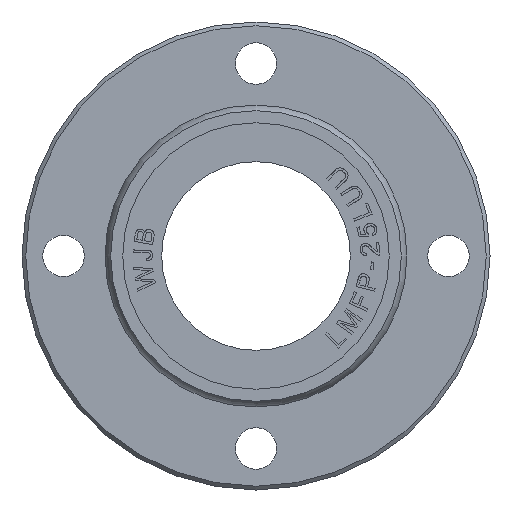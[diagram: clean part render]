
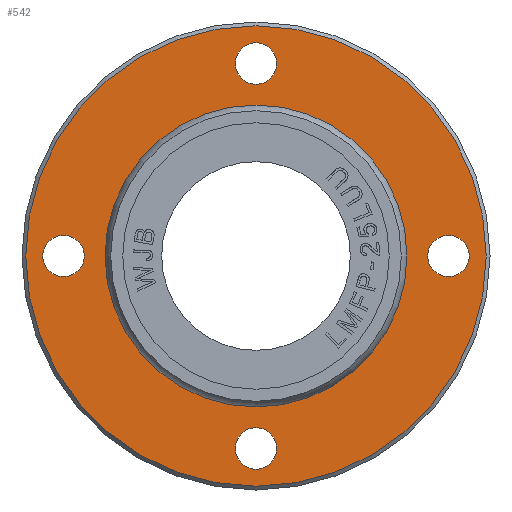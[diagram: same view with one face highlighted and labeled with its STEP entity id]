
A CAD part, left-side view. The second image highlights one B-rep face of the part: STEP entity #542.
In plain terms, the highlighted planar face has unit normal (-1, 0, 0).
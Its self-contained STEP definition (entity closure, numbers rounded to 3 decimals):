
#542=ADVANCED_FACE('',(#1316,#1317,#1318,#1319,#1320,#1321),#926,.T.);
#926=PLANE('',#7015);
#1210=CIRCLE('',#7006,30.5);
#1212=CIRCLE('',#7010,19.564);
#1213=CIRCLE('',#7011,2.75);
#1214=CIRCLE('',#7012,2.75);
#1215=CIRCLE('',#7013,2.75);
#1216=CIRCLE('',#7014,2.75);
#1316=FACE_BOUND('',#1438,.T.);
#1317=FACE_BOUND('',#1439,.T.);
#1318=FACE_BOUND('',#1440,.T.);
#1319=FACE_BOUND('',#1441,.T.);
#1320=FACE_BOUND('',#1442,.T.);
#1321=FACE_BOUND('',#1443,.T.);
#1438=EDGE_LOOP('',(#2584));
#1439=EDGE_LOOP('',(#2585));
#1440=EDGE_LOOP('',(#2586));
#1441=EDGE_LOOP('',(#2587));
#1442=EDGE_LOOP('',(#2588));
#1443=EDGE_LOOP('',(#2589));
#2584=ORIENTED_EDGE('',*,*,#5155,.F.);
#2585=ORIENTED_EDGE('',*,*,#5157,.F.);
#2586=ORIENTED_EDGE('',*,*,#5158,.T.);
#2587=ORIENTED_EDGE('',*,*,#5159,.T.);
#2588=ORIENTED_EDGE('',*,*,#5160,.T.);
#2589=ORIENTED_EDGE('',*,*,#5161,.T.);
#4503=VERTEX_POINT('',#10423);
#4505=VERTEX_POINT('',#10429);
#4506=VERTEX_POINT('',#10431);
#4507=VERTEX_POINT('',#10433);
#4508=VERTEX_POINT('',#10435);
#4509=VERTEX_POINT('',#10437);
#5155=EDGE_CURVE('',#4503,#4503,#1210,.T.);
#5157=EDGE_CURVE('',#4505,#4505,#1212,.T.);
#5158=EDGE_CURVE('',#4506,#4506,#1213,.T.);
#5159=EDGE_CURVE('',#4507,#4507,#1214,.T.);
#5160=EDGE_CURVE('',#4508,#4508,#1215,.T.);
#5161=EDGE_CURVE('',#4509,#4509,#1216,.T.);
#7006=AXIS2_PLACEMENT_3D('',#10422,#7621,#7622);
#7010=AXIS2_PLACEMENT_3D('',#10428,#7629,#7630);
#7011=AXIS2_PLACEMENT_3D('',#10430,#7631,#7632);
#7012=AXIS2_PLACEMENT_3D('',#10432,#7633,#7634);
#7013=AXIS2_PLACEMENT_3D('',#10434,#7635,#7636);
#7014=AXIS2_PLACEMENT_3D('',#10436,#7637,#7638);
#7015=AXIS2_PLACEMENT_3D('',#10438,#7639,#7640);
#7621=DIRECTION('',(1.,0.,0.));
#7622=DIRECTION('',(0.,0.,-1.));
#7629=DIRECTION('',(-1.,0.,0.));
#7630=DIRECTION('',(0.,0.,1.));
#7631=DIRECTION('',(1.,0.,0.));
#7632=DIRECTION('',(0.,1.,0.));
#7633=DIRECTION('',(1.,0.,0.));
#7634=DIRECTION('',(0.,1.,0.));
#7635=DIRECTION('',(1.,0.,0.));
#7636=DIRECTION('',(0.,1.,0.));
#7637=DIRECTION('',(1.,0.,0.));
#7638=DIRECTION('',(0.,1.,0.));
#7639=DIRECTION('',(-1.,0.,0.));
#7640=DIRECTION('',(0.,0.,1.));
#10422=CARTESIAN_POINT('',(8.,0.,0.));
#10423=CARTESIAN_POINT('',(8.,0.,30.5));
#10428=CARTESIAN_POINT('',(8.,0.,0.));
#10429=CARTESIAN_POINT('',(8.,0.,19.564));
#10430=CARTESIAN_POINT('',(8.,25.5,0.));
#10431=CARTESIAN_POINT('',(8.,22.75,0.));
#10432=CARTESIAN_POINT('',(8.,-25.5,0.));
#10433=CARTESIAN_POINT('',(8.,-28.25,0.));
#10434=CARTESIAN_POINT('',(8.,0.,25.5));
#10435=CARTESIAN_POINT('',(8.,-2.75,25.5));
#10436=CARTESIAN_POINT('',(8.,0.,-25.5));
#10437=CARTESIAN_POINT('',(8.,-2.75,-25.5));
#10438=CARTESIAN_POINT('',(8.,0.,25.282));
